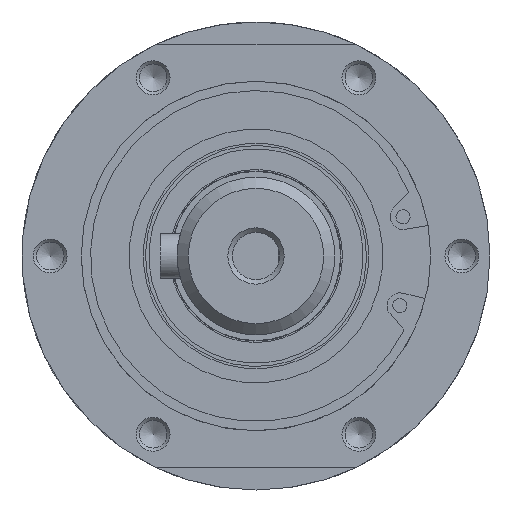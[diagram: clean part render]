
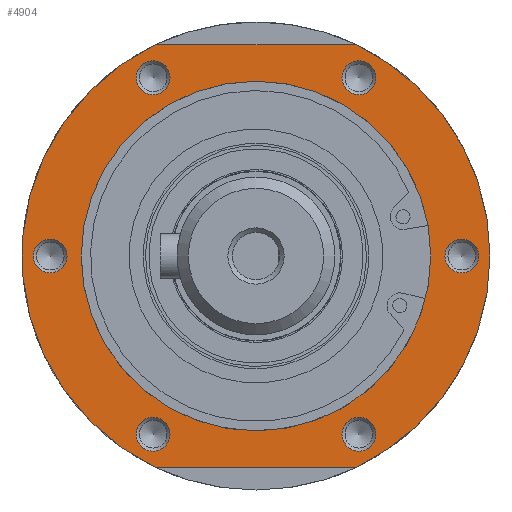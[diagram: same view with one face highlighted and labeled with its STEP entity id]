
A CAD part, left-side view. The second image highlights one B-rep face of the part: STEP entity #4904.
In plain terms, the highlighted planar face has unit normal (-1, 0, 0).
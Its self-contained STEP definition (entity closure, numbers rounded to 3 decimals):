
#415=FACE_BOUND('',#1009,.T.);
#416=FACE_BOUND('',#1010,.T.);
#417=FACE_BOUND('',#1011,.T.);
#418=FACE_BOUND('',#1012,.T.);
#419=FACE_BOUND('',#1013,.T.);
#420=FACE_BOUND('',#1014,.T.);
#421=FACE_BOUND('',#1015,.T.);
#717=FACE_OUTER_BOUND('',#1008,.T.);
#1008=EDGE_LOOP('',(#4288,#4289,#4290,#4291,#4292));
#1009=EDGE_LOOP('',(#4293));
#1010=EDGE_LOOP('',(#4294));
#1011=EDGE_LOOP('',(#4295));
#1012=EDGE_LOOP('',(#4296,#4297));
#1013=EDGE_LOOP('',(#4298));
#1014=EDGE_LOOP('',(#4299));
#1015=EDGE_LOOP('',(#4300));
#1255=CIRCLE('',#5347,31.);
#1256=CIRCLE('',#5348,31.);
#1278=CIRCLE('',#5380,3.);
#1281=CIRCLE('',#5385,3.);
#1284=CIRCLE('',#5390,3.);
#1287=CIRCLE('',#5395,3.);
#1290=CIRCLE('',#5400,3.);
#1293=CIRCLE('',#5405,41.5);
#1294=CIRCLE('',#5406,41.5);
#1295=CIRCLE('',#5407,41.5);
#1296=CIRCLE('',#5408,3.);
#1672=LINE('',#8376,#2003);
#1673=LINE('',#8382,#2004);
#2003=VECTOR('',#6682,10.);
#2004=VECTOR('',#6687,10.);
#2371=VERTEX_POINT('',#8254);
#2372=VERTEX_POINT('',#8256);
#2399=VERTEX_POINT('',#8324);
#2402=VERTEX_POINT('',#8334);
#2405=VERTEX_POINT('',#8344);
#2408=VERTEX_POINT('',#8354);
#2411=VERTEX_POINT('',#8364);
#2414=VERTEX_POINT('',#8374);
#2415=VERTEX_POINT('',#8375);
#2416=VERTEX_POINT('',#8377);
#2417=VERTEX_POINT('',#8379);
#2418=VERTEX_POINT('',#8381);
#2419=VERTEX_POINT('',#8384);
#3009=EDGE_CURVE('',#2372,#2371,#1255,.T.);
#3010=EDGE_CURVE('',#2371,#2372,#1256,.T.);
#3040=EDGE_CURVE('',#2399,#2399,#1278,.T.);
#3045=EDGE_CURVE('',#2402,#2402,#1281,.T.);
#3050=EDGE_CURVE('',#2405,#2405,#1284,.T.);
#3055=EDGE_CURVE('',#2408,#2408,#1287,.T.);
#3060=EDGE_CURVE('',#2411,#2411,#1290,.T.);
#3065=EDGE_CURVE('',#2414,#2415,#1672,.T.);
#3066=EDGE_CURVE('',#2416,#2415,#1293,.T.);
#3067=EDGE_CURVE('',#2417,#2416,#1294,.T.);
#3068=EDGE_CURVE('',#2417,#2418,#1673,.T.);
#3069=EDGE_CURVE('',#2414,#2418,#1295,.T.);
#3070=EDGE_CURVE('',#2419,#2419,#1296,.T.);
#4288=ORIENTED_EDGE('',*,*,#3065,.T.);
#4289=ORIENTED_EDGE('',*,*,#3066,.F.);
#4290=ORIENTED_EDGE('',*,*,#3067,.F.);
#4291=ORIENTED_EDGE('',*,*,#3068,.T.);
#4292=ORIENTED_EDGE('',*,*,#3069,.F.);
#4293=ORIENTED_EDGE('',*,*,#3060,.F.);
#4294=ORIENTED_EDGE('',*,*,#3050,.F.);
#4295=ORIENTED_EDGE('',*,*,#3040,.F.);
#4296=ORIENTED_EDGE('',*,*,#3009,.T.);
#4297=ORIENTED_EDGE('',*,*,#3010,.T.);
#4298=ORIENTED_EDGE('',*,*,#3045,.F.);
#4299=ORIENTED_EDGE('',*,*,#3055,.F.);
#4300=ORIENTED_EDGE('',*,*,#3070,.F.);
#4671=PLANE('',#5404);
#4904=ADVANCED_FACE('',(#717,#415,#416,#417,#418,#419,#420,#421),#4671,
 .T.);
#5347=AXIS2_PLACEMENT_3D('',#8257,#6548,#6549);
#5348=AXIS2_PLACEMENT_3D('',#8258,#6550,#6551);
#5380=AXIS2_PLACEMENT_3D('',#8325,#6622,#6623);
#5385=AXIS2_PLACEMENT_3D('',#8335,#6634,#6635);
#5390=AXIS2_PLACEMENT_3D('',#8345,#6646,#6647);
#5395=AXIS2_PLACEMENT_3D('',#8355,#6658,#6659);
#5400=AXIS2_PLACEMENT_3D('',#8365,#6670,#6671);
#5404=AXIS2_PLACEMENT_3D('',#8373,#6680,#6681);
#5405=AXIS2_PLACEMENT_3D('',#8378,#6683,#6684);
#5406=AXIS2_PLACEMENT_3D('',#8380,#6685,#6686);
#5407=AXIS2_PLACEMENT_3D('',#8383,#6688,#6689);
#5408=AXIS2_PLACEMENT_3D('',#8385,#6690,#6691);
#6548=DIRECTION('center_axis',(1.,0.,0.));
#6549=DIRECTION('ref_axis',(0.,1.,0.));
#6550=DIRECTION('center_axis',(1.,0.,0.));
#6551=DIRECTION('ref_axis',(0.,1.,0.));
#6622=DIRECTION('center_axis',(-1.,0.,0.));
#6623=DIRECTION('ref_axis',(0.,-0.866,-0.5));
#6634=DIRECTION('center_axis',(-1.,0.,0.));
#6635=DIRECTION('ref_axis',(0.,0.,
-1.));
#6646=DIRECTION('center_axis',(-1.,0.,0.));
#6647=DIRECTION('ref_axis',(0.,-0.866,0.5));
#6658=DIRECTION('center_axis',(-1.,0.,0.));
#6659=DIRECTION('ref_axis',(0.,0.866,-0.5));
#6670=DIRECTION('center_axis',(-1.,0.,0.));
#6671=DIRECTION('ref_axis',(0.,0.,
1.));
#6680=DIRECTION('center_axis',(-1.,0.,0.));
#6681=DIRECTION('ref_axis',(0.,0.,
1.));
#6682=DIRECTION('',(0.,-1.,0.));
#6683=DIRECTION('center_axis',(1.,0.,0.));
#6684=DIRECTION('ref_axis',(0.,1.,0.));
#6685=DIRECTION('center_axis',(1.,0.,0.));
#6686=DIRECTION('ref_axis',(0.,1.,0.));
#6687=DIRECTION('',(0.,1.,0.));
#6688=DIRECTION('center_axis',(1.,0.,0.));
#6689=DIRECTION('ref_axis',(0.,1.,0.));
#6690=DIRECTION('center_axis',(-1.,0.,0.));
#6691=DIRECTION('ref_axis',(0.,0.866,0.5));
#8254=CARTESIAN_POINT('',(-225.,-31.,0.));
#8256=CARTESIAN_POINT('',(-225.,31.,0.));
#8257=CARTESIAN_POINT('Origin',(-225.,0.,0.));
#8258=CARTESIAN_POINT('Origin',(-225.,0.,0.));
#8324=CARTESIAN_POINT('',(-225.,20.848,-30.11));
#8325=CARTESIAN_POINT('Origin',(-225.,18.25,-31.61));
#8334=CARTESIAN_POINT('',(-225.,36.5,3.));
#8335=CARTESIAN_POINT('Origin',(-225.,36.5,0.));
#8344=CARTESIAN_POINT('',(-225.,-15.652,-33.11));
#8345=CARTESIAN_POINT('Origin',(-225.,-18.25,-31.61));
#8354=CARTESIAN_POINT('',(-225.,15.652,33.11));
#8355=CARTESIAN_POINT('Origin',(-225.,18.25,31.61));
#8364=CARTESIAN_POINT('',(-225.,-36.5,-3.));
#8365=CARTESIAN_POINT('Origin',(-225.,-36.5,0.));
#8373=CARTESIAN_POINT('Origin',(-225.,36.25,0.));
#8374=CARTESIAN_POINT('',(-225.,17.776,-37.5));
#8375=CARTESIAN_POINT('',(-225.,-17.776,-37.5));
#8376=CARTESIAN_POINT('',(-225.,4.214,-37.5));
#8377=CARTESIAN_POINT('',(-225.,-41.5,0.));
#8378=CARTESIAN_POINT('Origin',(-225.,0.,0.));
#8379=CARTESIAN_POINT('',(-225.,-17.776,37.5));
#8380=CARTESIAN_POINT('Origin',(-225.,0.,0.));
#8381=CARTESIAN_POINT('',(-225.,17.776,37.5));
#8382=CARTESIAN_POINT('',(-225.,32.036,37.5));
#8383=CARTESIAN_POINT('Origin',(-225.,0.,0.));
#8384=CARTESIAN_POINT('',(-225.,-20.848,30.11));
#8385=CARTESIAN_POINT('Origin',(-225.,-18.25,31.61));
